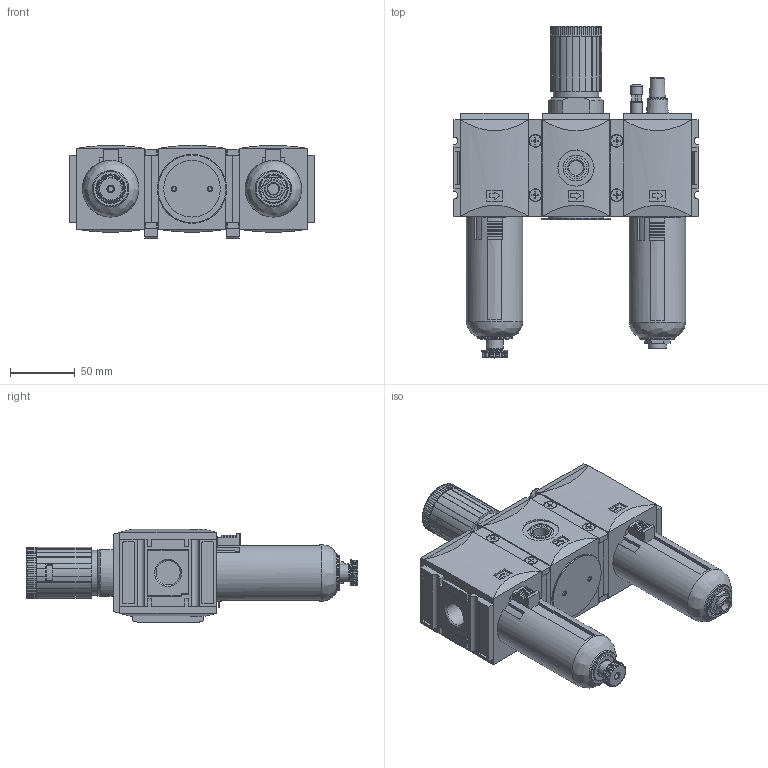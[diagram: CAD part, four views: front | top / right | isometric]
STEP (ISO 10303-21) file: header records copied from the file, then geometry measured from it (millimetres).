
FILE_DESCRIPTION( ( 'STEP AP203' ), ' ' );
FILE_NAME( '92702.EE00.stp', '2017-03-08T11:22:50', ( '' ), ( '' ), ' ', 'PARTsolutions', ' ' );
FILE_SCHEMA( ( 'CONFIG_CONTROL_DESIGN' ) );
Length unit declared in the file: millimetre
Products named in the file (11): 92702.EE00; _FU 834G 1/2000-1; _FU 834_0; _FU 7171G 1/2000-1; _FU 7171-3; _FU 904G 1/2000-1; _FU 904_0; _KP 200-1; _KP 200-3; _KP 200-2; _KP 200-4
Assembly tree (16 placements, depth 2):
  92702.EE00
    _FU 834G 1/2000-1
    _FU 834_0
    _FU 7171G 1/2000-1
    _FU 7171-3
    _FU 904G 1/2000-1
    _FU 904_0
    _KP 200-1  x2
    _KP 200-3  x4
    _KP 200-2  x2
    _KP 200-4  x2
Bounding box: 189 x 257 x 72.06 mm (x, y, z)
Volume: 1280216.2 mm3; surface area: 178467.1 mm2
Topology: 16 solids, 16 shells, 1425 faces, 3672 edges, 2376 vertices
Faces by surface type: plane 887, cylinder 409, torus 66, cone 61, bspline 2
Full cylindrical faces by diameter (mm): 3.2 x2, 4 x1, 4.509 x4, 5 x4, 5.2 x12, 6.3 x1, 8.566 x1, 9 x2, 9.3 x4, 9.728 x1, 11.445 x1, 14 x1, 16.5 x2, 18.631 x6, 19.8 x2, 20 x1, 22 x2, 23 x2, 27 x2, 28 x2, 35 x1, 42 x1, 43.8 x3, 53.5 x1
Entity records: 39136 total; most frequent: CARTESIAN_POINT 8591, ORIENTED_EDGE 6220, DIRECTION 6200, EDGE_CURVE 3110, AXIS2_PLACEMENT_3D 2085, VERTEX_POINT 2084, LINE 2030, VECTOR 2030
